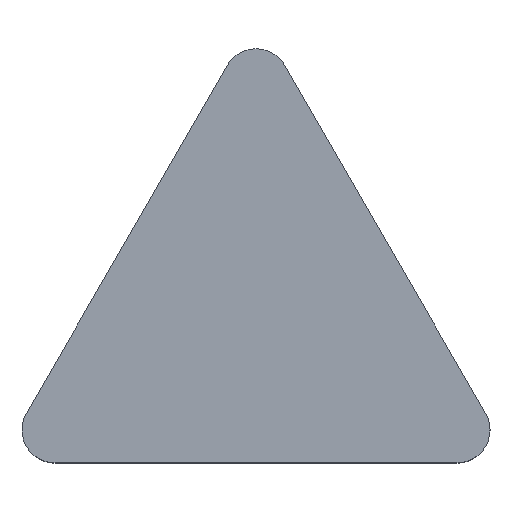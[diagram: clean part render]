
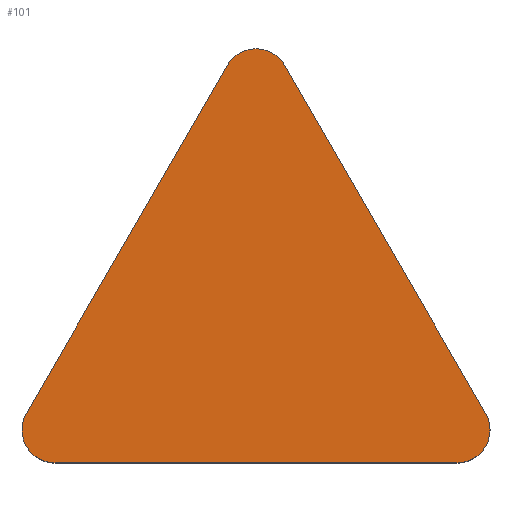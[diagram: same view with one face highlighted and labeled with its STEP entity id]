
A CAD part, top view. The second image highlights one B-rep face of the part: STEP entity #101.
In plain terms, the highlighted planar face has unit normal (0, 0, 1).
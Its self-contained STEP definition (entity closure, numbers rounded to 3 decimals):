
#65=EDGE_CURVE('',#123,#119,#160,.T.);
#71=EDGE_CURVE('',#119,#139,#168,.T.);
#89=VERTEX_POINT('',#187);
#91=EDGE_CURVE('',#139,#89,#189,.T.);
#95=VERTEX_POINT('',#193);
#99=EDGE_CURVE('',#89,#95,#197,.T.);
#101=ADVANCED_FACE('',(#199),#200,.T.);
#103=EDGE_CURVE('',#109,#123,#202,.T.);
#109=VERTEX_POINT('',#209);
#119=VERTEX_POINT('',#220);
#123=VERTEX_POINT('',#224);
#137=EDGE_CURVE('',#95,#109,#239,.T.);
#139=VERTEX_POINT('',#241);
#160=CIRCLE('',#253,1.2);
#168=LINE('',#262,#263);
#187=CARTESIAN_POINT('',(2.078,0.0,0.0));
#189=CIRCLE('',#292,1.2);
#193=CARTESIAN_POINT('',(16.628,0.0,0.0));
#197=LINE('',#305,#306);
#199=FACE_OUTER_BOUND('',#308,.T.);
#200=PLANE('',#309);
#202=LINE('',#312,#313);
#209=CARTESIAN_POINT('',(17.667,1.8,0.0));
#220=CARTESIAN_POINT('',(8.314,14.4,0.0));
#224=CARTESIAN_POINT('',(10.392,14.4,0.0));
#239=CIRCLE('',#360,1.2);
#241=CARTESIAN_POINT('',(1.039,1.8,0.0));
#253=AXIS2_PLACEMENT_3D('',#372,#373,#374);
#262=CARTESIAN_POINT('',(8.314,14.4,0.0));
#263=VECTOR('',#393,1.0);
#292=AXIS2_PLACEMENT_3D('',#408,#409,#410);
#305=CARTESIAN_POINT('',(2.078,0.0,0.0));
#306=VECTOR('',#413,1.0);
#308=EDGE_LOOP('',(#415,#416,#417,#418,#419,#420));
#309=AXIS2_PLACEMENT_3D('',#421,#422,#423);
#312=CARTESIAN_POINT('',(17.667,1.8,0.0));
#313=VECTOR('',#424,1.0);
#360=AXIS2_PLACEMENT_3D('',#460,#461,#462);
#372=CARTESIAN_POINT('',(9.353,13.8,0.0));
#373=DIRECTION('',(0.0,-0.0,1.0));
#374=DIRECTION('',(0.866,0.5,0.0));
#393=DIRECTION('',(-0.5,-0.866,0.0));
#408=CARTESIAN_POINT('',(2.078,1.2,0.0));
#409=DIRECTION('',(0.0,0.0,1.0));
#410=DIRECTION('',(-0.866,0.5,0.0));
#413=DIRECTION('',(1.0,0.0,0.0));
#415=ORIENTED_EDGE('',*,*,#99,.T.);
#416=ORIENTED_EDGE('',*,*,#137,.T.);
#417=ORIENTED_EDGE('',*,*,#103,.T.);
#418=ORIENTED_EDGE('',*,*,#65,.T.);
#419=ORIENTED_EDGE('',*,*,#71,.T.);
#420=ORIENTED_EDGE('',*,*,#91,.T.);
#421=CARTESIAN_POINT('',(9.353,5.4,0.0));
#422=DIRECTION('',(0.0,0.0,1.0));
#423=DIRECTION('',(1.0,0.0,0.0));
#424=DIRECTION('',(-0.5,0.866,0.0));
#460=CARTESIAN_POINT('',(16.628,1.2,0.0));
#461=DIRECTION('',(0.0,0.0,1.0));
#462=DIRECTION('',(0.,-1.0,0.0));
